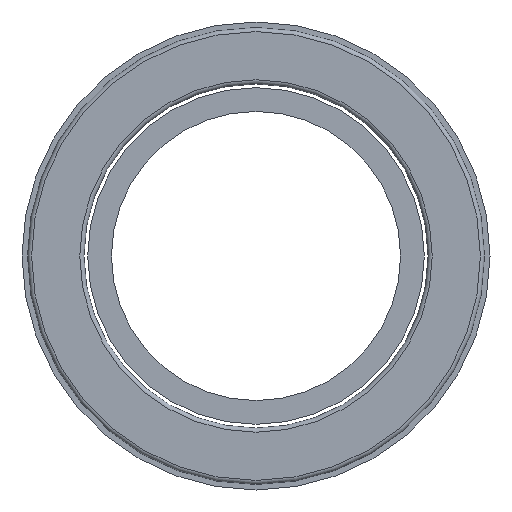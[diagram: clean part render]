
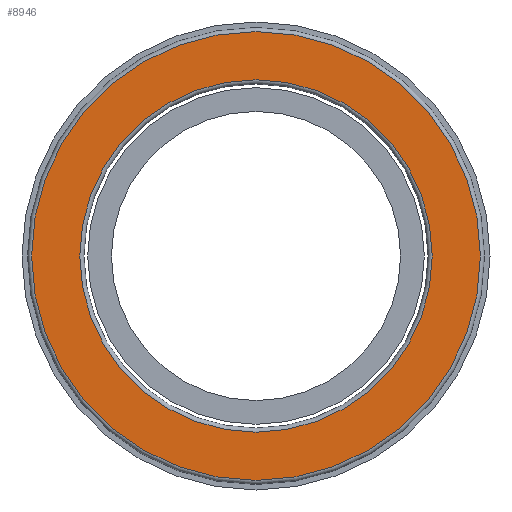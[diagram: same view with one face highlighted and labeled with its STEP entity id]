
A CAD part, left-side view. The second image highlights one B-rep face of the part: STEP entity #8946.
In plain terms, the highlighted planar face has unit normal (-1, 0, 0).
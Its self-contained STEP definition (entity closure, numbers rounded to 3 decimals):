
#369=FACE_BOUND('',#1418,.T.);
#551=PLANE('',#9735);
#871=FACE_OUTER_BOUND('',#1417,.T.);
#1417=EDGE_LOOP('',(#6133));
#1418=EDGE_LOOP('',(#6134));
#3602=CIRCLE('',#9731,25.6);
#3606=CIRCLE('',#9736,32.6);
#3910=VERTEX_POINT('',#13055);
#3913=VERTEX_POINT('',#13063);
#4765=EDGE_CURVE('',#3910,#3910,#3602,.T.);
#4769=EDGE_CURVE('',#3913,#3913,#3606,.T.);
#6133=ORIENTED_EDGE('',*,*,#4769,.F.);
#6134=ORIENTED_EDGE('',*,*,#4765,.T.);
#8946=ADVANCED_FACE('',(#871,#369),#551,.T.);
#9731=AXIS2_PLACEMENT_3D('',#13056,#10775,#10776);
#9735=AXIS2_PLACEMENT_3D('',#13062,#10783,#10784);
#9736=AXIS2_PLACEMENT_3D('',#13064,#10785,#10786);
#10775=DIRECTION('center_axis',(1.,0.,0.));
#10776=DIRECTION('ref_axis',(0.,0.,-1.));
#10783=DIRECTION('center_axis',(-1.,0.,0.));
#10784=DIRECTION('ref_axis',(0.,0.,1.));
#10785=DIRECTION('center_axis',(1.,0.,0.));
#10786=DIRECTION('ref_axis',(0.,0.,-1.));
#13055=CARTESIAN_POINT('',(-8.5,0.,25.6));
#13056=CARTESIAN_POINT('Origin',(-8.5,0.,0.));
#13062=CARTESIAN_POINT('Origin',(-8.5,32.6,0.));
#13063=CARTESIAN_POINT('',(-8.5,0.,32.6));
#13064=CARTESIAN_POINT('Origin',(-8.5,0.,0.));
